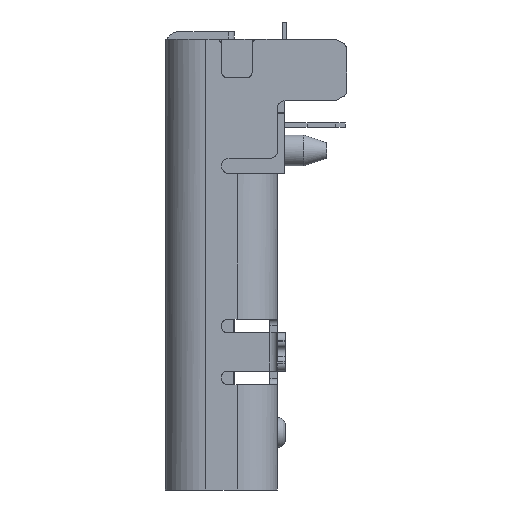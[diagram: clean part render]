
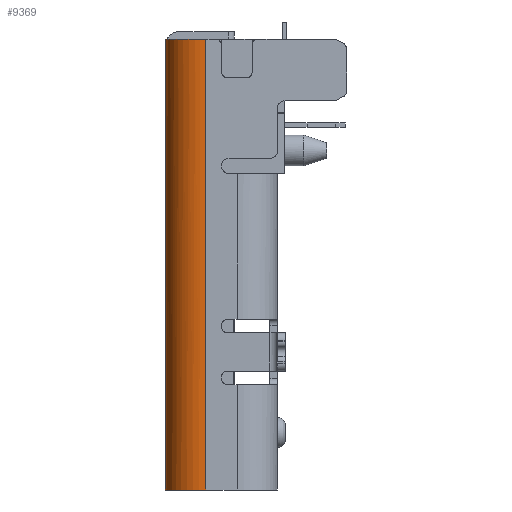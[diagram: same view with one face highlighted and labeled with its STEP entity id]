
A CAD part, left-side view. The second image highlights one B-rep face of the part: STEP entity #9369.
In plain terms, the highlighted free-form (B-spline) face has degree [1, 3] with [2, 4] control points.
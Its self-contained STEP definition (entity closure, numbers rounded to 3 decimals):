
#66 = CARTESIAN_POINT ( 'NONE',  ( -3.325, 1.46, 0. ) ) ;
#224 = CARTESIAN_POINT ( 'NONE',  ( -3.325, 1.46, 11.75 ) ) ;
#434 = ORIENTED_EDGE ( 'NONE', *, *, #5932, .T. ) ;
#1135 = CARTESIAN_POINT ( 'NONE',  ( -4.375, 0.41, 0. ) ) ;
#1338 = VERTEX_POINT ( 'NONE', #66 ) ;
#1619 = B_SPLINE_CURVE_WITH_KNOTS ( 'NONE', 1,
 ( #16873, #15415 ),
 .UNSPECIFIED., .F., .F.,
 ( 2, 2 ),
 ( -1., 0. ),
 .UNSPECIFIED. ) ;
#1620 = CARTESIAN_POINT ( 'NONE',  ( -4.375, 0.686, 0. ) ) ;
#1810 = CARTESIAN_POINT ( 'NONE',  ( -3.872, 1.347, 0. ) ) ;
#1811 = CARTESIAN_POINT ( 'NONE',  ( -4.375, 0.686, 11.75 ) ) ;
#3092 = CARTESIAN_POINT ( 'NONE',  ( -3.872, 1.347, 11.75 ) ) ;
#3470 = CARTESIAN_POINT ( 'NONE',  ( -4.375, 1.025, 0. ) ) ;
#3569 = CARTESIAN_POINT ( 'NONE',  ( -3.94, 1.46, 0. ) ) ;
#3659 = CARTESIAN_POINT ( 'NONE',  ( -3.94, 1.46, 11.75 ) ) ;
#5627 = EDGE_CURVE ( 'NONE', #11921, #16340, #18547, .T. ) ;
#5777 = CARTESIAN_POINT ( 'NONE',  ( -4.375, 0.41, 0. ) ) ;
#5932 = EDGE_CURVE ( 'NONE', #17932, #1338, #1619, .T. ) ;
#7003 = EDGE_CURVE ( 'NONE', #17932, #16340, #13464, .T. ) ;
#9227 = CARTESIAN_POINT ( 'NONE',  ( -4.375, 0.41, 0. ) ) ;
#9228 = CARTESIAN_POINT ( 'NONE',  ( -3.325, 1.46, 11.75 ) ) ;
#9369 = ADVANCED_FACE ( 'NONE', ( #18317 ), #18812, .F. ) ;
#10455 = CARTESIAN_POINT ( 'NONE',  ( -4.375, 0.41, 11.75 ) ) ;
#10844 = CARTESIAN_POINT ( 'NONE',  ( -4.375, 0.41, 11.75 ) ) ;
#11145 = CARTESIAN_POINT ( 'NONE',  ( -4.375, 0.41, 11.75 ) ) ;
#11921 = VERTEX_POINT ( 'NONE', #5777 ) ;
#11979 = B_SPLINE_CURVE_WITH_KNOTS ( 'NONE', 3,
 ( #9227, #1620, #13404, #1810, #13304, #19218 ),
 .UNSPECIFIED., .F., .F.,
 ( 4, 2, 4 ),
 ( 1.571, 2.356, 3.142 ),
 .UNSPECIFIED. ) ;
#12403 = CARTESIAN_POINT ( 'NONE',  ( -4.375, 0.41, 0. ) ) ;
#12817 = EDGE_CURVE ( 'NONE', #11921, #1338, #11979, .T. ) ;
#13003 = CARTESIAN_POINT ( 'NONE',  ( -4.375, 0.41, 11.75 ) ) ;
#13304 = CARTESIAN_POINT ( 'NONE',  ( -3.601, 1.46, 0. ) ) ;
#13404 = CARTESIAN_POINT ( 'NONE',  ( -4.262, 0.957, 0. ) ) ;
#13464 = B_SPLINE_CURVE_WITH_KNOTS ( 'NONE', 3,
 ( #9228, #16405, #3092, #15133, #1811, #11145 ),
 .UNSPECIFIED., .F., .F.,
 ( 4, 2, 4 ),
 ( 1.571, 2.356, 3.142 ),
 .UNSPECIFIED. ) ;
#14061 = CARTESIAN_POINT ( 'NONE',  ( -3.325, 1.46, 0. ) ) ;
#14871 = ORIENTED_EDGE ( 'NONE', *, *, #12817, .F. ) ;
#15133 = CARTESIAN_POINT ( 'NONE',  ( -4.262, 0.957, 11.75 ) ) ;
#15415 = CARTESIAN_POINT ( 'NONE',  ( -3.325, 1.46, 0. ) ) ;
#15847 = EDGE_LOOP ( 'NONE', ( #17284, #15867, #434, #14871 ) ) ;
#15867 = ORIENTED_EDGE ( 'NONE', *, *, #7003, .F. ) ;
#16340 = VERTEX_POINT ( 'NONE', #10455 ) ;
#16405 = CARTESIAN_POINT ( 'NONE',  ( -3.601, 1.46, 11.75 ) ) ;
#16779 = CARTESIAN_POINT ( 'NONE',  ( -3.325, 1.46, 11.75 ) ) ;
#16873 = CARTESIAN_POINT ( 'NONE',  ( -3.325, 1.46, 11.75 ) ) ;
#16969 = CARTESIAN_POINT ( 'NONE',  ( -4.375, 1.025, 11.75 ) ) ;
#17284 = ORIENTED_EDGE ( 'NONE', *, *, #5627, .T. ) ;
#17932 = VERTEX_POINT ( 'NONE', #224 ) ;
#18317 = FACE_OUTER_BOUND ( 'NONE', #15847, .T. ) ;
#18547 = B_SPLINE_CURVE_WITH_KNOTS ( 'NONE', 1,
 ( #1135, #13003 ),
 .UNSPECIFIED., .F., .F.,
 ( 2, 2 ),
 ( -1., 0. ),
 .UNSPECIFIED. ) ;
#18812 =( BOUNDED_SURFACE ( )  B_SPLINE_SURFACE ( 1, 3, ( 
 ( #10844, #16969, #3659, #16779 ),
 ( #12403, #3470, #3569, #14061 ) ),
 .UNSPECIFIED., .F., .F., .F. ) 
 B_SPLINE_SURFACE_WITH_KNOTS ( ( 2, 2 ),
 ( 4, 4 ),
 ( 0., 1. ),
 ( 0., 1. ),
 .UNSPECIFIED. ) 
 GEOMETRIC_REPRESENTATION_ITEM ( )  RATIONAL_B_SPLINE_SURFACE ( (
 ( 1., 0.805, 0.805, 1.),
 ( 1., 0.805, 0.805, 1.) ) ) 
 REPRESENTATION_ITEM ( '' )  SURFACE ( )  );
#19218 = CARTESIAN_POINT ( 'NONE',  ( -3.325, 1.46, 0. ) ) ;
